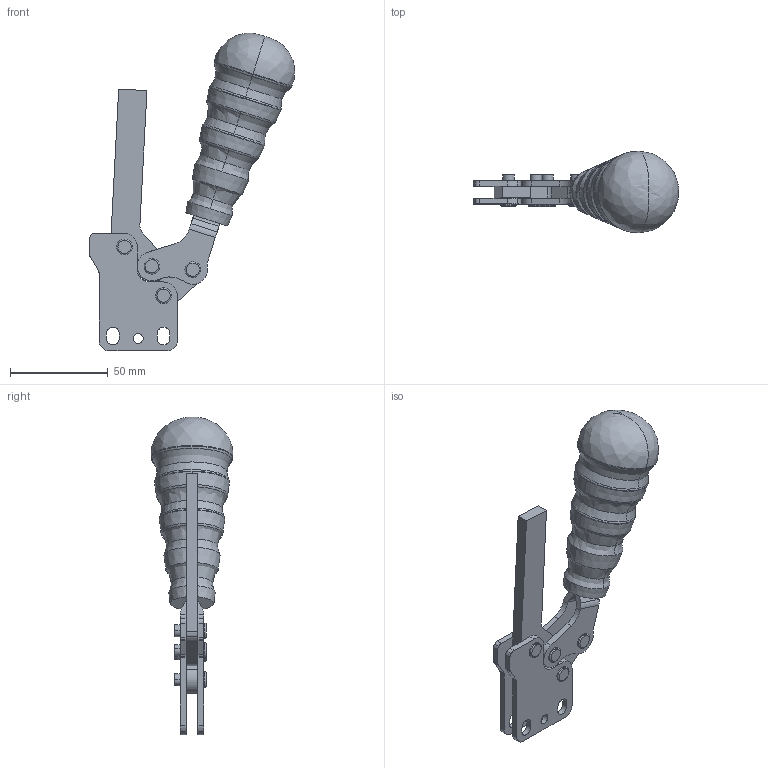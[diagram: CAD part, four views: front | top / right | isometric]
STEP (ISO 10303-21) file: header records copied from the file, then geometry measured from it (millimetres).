
FILE_DESCRIPTION((''),'2;1');
FILE_NAME('133F.1-opened.stp','2005-09-27T17:06:59',('Kysilko'),(''),'Autodesk Inventor 8','Autodesk Inventor 8','');
FILE_SCHEMA(('AUTOMOTIVE_DESIGN { 1 0 10303 214 1 1 1 1 }'));
Length unit declared in the file: millimetre
Products named in the file (1): Part46
Bounding box: 105.07 x 41.84 x 162.64 mm (x, y, z)
Volume: 106476.1 mm3; surface area: 29733 mm2
Topology: 1 solids, 6 shells, 850 faces, 2320 edges, 1342 vertices
Faces by surface type: plane 357, cone 306, cylinder 107, bspline 58, torus 22
Entity records: 27588 total; most frequent: CARTESIAN_POINT 7002, ORIENTED_EDGE 4622, DIRECTION 4302, EDGE_CURVE 2311, AXIS2_PLACEMENT_3D 1774, VERTEX_POINT 1342, EDGE_LOOP 1029, CIRCLE 981
